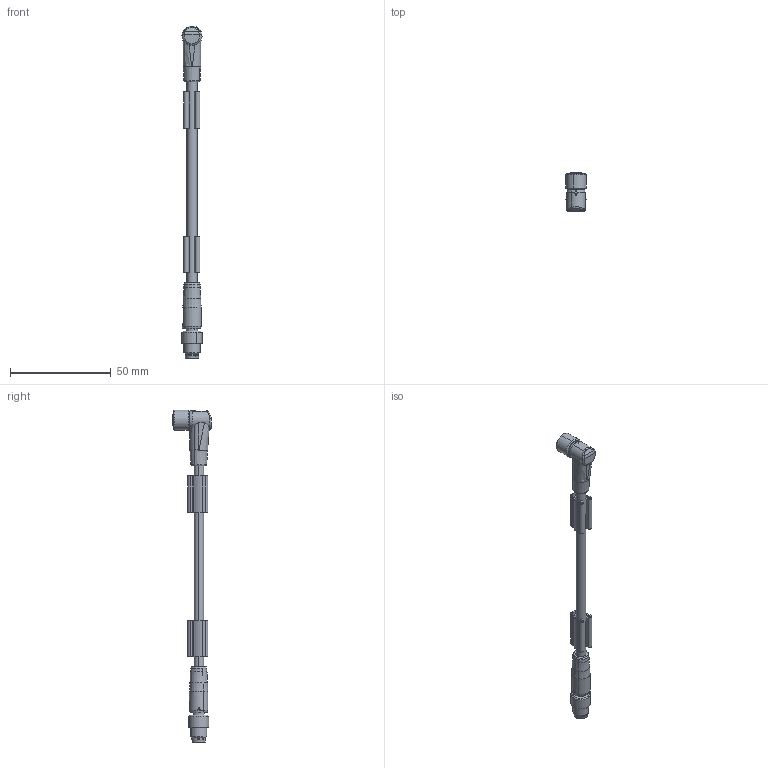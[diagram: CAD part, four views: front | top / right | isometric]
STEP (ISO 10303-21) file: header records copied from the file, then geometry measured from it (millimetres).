
FILE_DESCRIPTION(('CATIA V5 STEP Exchange','CAx-IF Rec.Pracs.--- Model Styling and Organization---1.5--- 2016-08-15','CAx-IF Rec.Pracs.---Supplemental Geometry---1.0---2011-11-01','CAx-IF Rec.Pracs.--- Composite Materials ---1.1---2010-07-15'),'2;1');
FILE_NAME ('348921-2_0', '2025-07-23T09:29:04+00:00', ('none'), ('Weidmueller'), 'CATIA Version 5-6 Release 2024 SP4', 'CATIA V5 STEP AP214 v3', 'none');
FILE_SCHEMA(('AUTOMOTIVE_DESIGN { 1 0 10303 214 1 1 1 1 }'));
Length unit declared in the file: millimetre
Products named in the file (1): 1927190000
Bounding box: 9.98 x 19.1 x 165.09 mm (x, y, z)
Volume: 7065.1 mm3; surface area: 7365.5 mm2
Topology: 1 solids, 1 shells, 245 faces, 619 edges, 392 vertices
Faces by surface type: cylinder 108, plane 86, cone 33, torus 6, bspline 6, sphere 6
Entity records: 7491 total; most frequent: CARTESIAN_POINT 1877, ORIENTED_EDGE 1226, DIRECTION 902, EDGE_CURVE 613, AXIS2_PLACEMENT_3D 439, VERTEX_POINT 392, VECTOR 293, LINE 293
